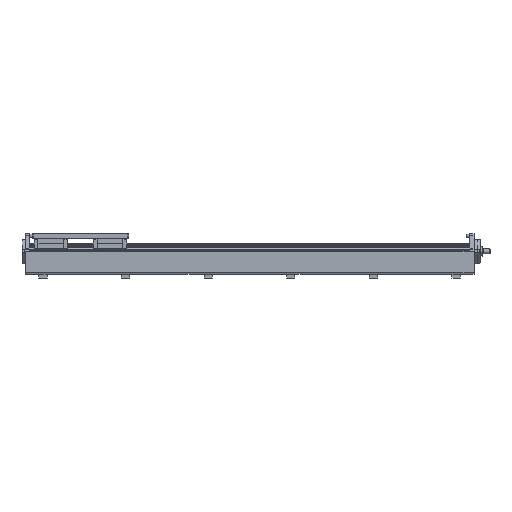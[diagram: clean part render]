
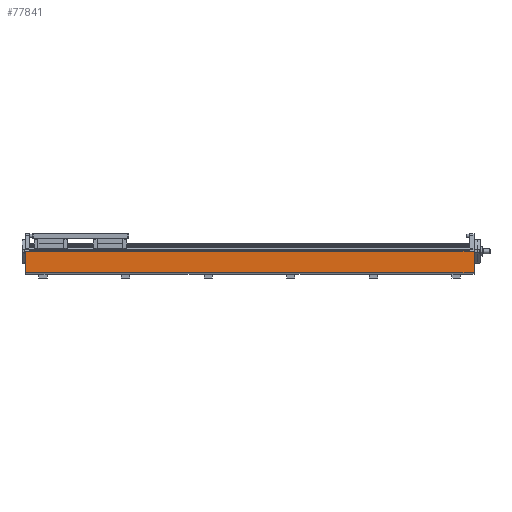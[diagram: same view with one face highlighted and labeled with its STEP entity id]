
A CAD part, left-side view. The second image highlights one B-rep face of the part: STEP entity #77841.
In plain terms, the highlighted planar face has unit normal (-1, 0, 0).
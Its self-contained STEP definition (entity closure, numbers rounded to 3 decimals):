
#57033=CARTESIAN_POINT('',(-252.5,-615.0,84.));
#57034=VERTEX_POINT('',#57033);
#57041=CARTESIAN_POINT('',(-252.5,-615.0,6.));
#57042=VERTEX_POINT('',#57041);
#57043=CARTESIAN_POINT('',(-252.5,-615.0,6.));
#57044=DIRECTION('',(0.0,0.0,1.0));
#57045=VECTOR('',#57044,78.0);
#57046=LINE('',#57043,#57045);
#57047=EDGE_CURVE('',#57042,#57034,#57046,.T.);
#59161=CARTESIAN_POINT('',(-252.5,1015.,84.));
#59162=VERTEX_POINT('',#59161);
#59278=CARTESIAN_POINT('',(-252.5,1015.,6.));
#59279=VERTEX_POINT('',#59278);
#59287=CARTESIAN_POINT('',(-252.5,1015.,84.));
#59288=DIRECTION('',(0.0,0.0,-1.0));
#59289=VECTOR('',#59288,78.);
#59290=LINE('',#59287,#59289);
#59291=EDGE_CURVE('',#59162,#59279,#59290,.T.);
#75417=CARTESIAN_POINT('',(-252.5,1015.,84.));
#75418=DIRECTION('',(0.0,-1.0,0.0));
#75419=VECTOR('',#75418,1630.);
#75420=LINE('',#75417,#75419);
#75421=EDGE_CURVE('',#59162,#57034,#75420,.T.);
#77825=CARTESIAN_POINT('',(-252.5,1002.5,0.));
#77826=DIRECTION('',(-1.0,0.0,0.0));
#77827=DIRECTION('',(0.0,-1.0,0.0));
#77828=AXIS2_PLACEMENT_3D('',#77825,#77826,#77827);
#77829=PLANE('',#77828);
#77830=CARTESIAN_POINT('',(-252.5,-615.0,6.));
#77831=DIRECTION('',(0.0,1.0,0.0));
#77832=VECTOR('',#77831,1630.);
#77833=LINE('',#77830,#77832);
#77834=EDGE_CURVE('',#57042,#59279,#77833,.T.);
#77835=ORIENTED_EDGE('',*,*,#77834,.F.);
#77836=ORIENTED_EDGE('',*,*,#57047,.T.);
#77837=ORIENTED_EDGE('',*,*,#75421,.F.);
#77838=ORIENTED_EDGE('',*,*,#59291,.T.);
#77839=EDGE_LOOP('',(#77835,#77836,#77837,#77838));
#77840=FACE_OUTER_BOUND('',#77839,.T.);
#77841=ADVANCED_FACE('',(#77840),#77829,.T.);
